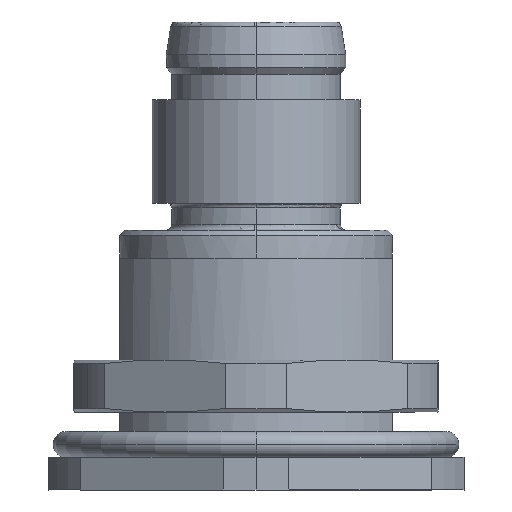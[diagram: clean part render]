
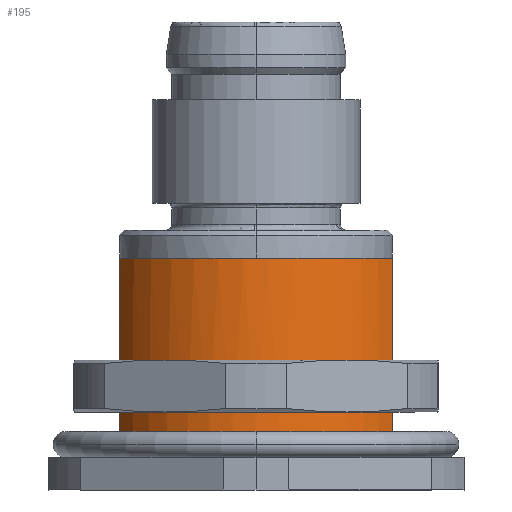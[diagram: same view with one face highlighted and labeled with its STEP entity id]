
A CAD part, front view. The second image highlights one B-rep face of the part: STEP entity #195.
In plain terms, the highlighted cylindrical face has radius 6 mm (diameter 12 mm), a partial arc.
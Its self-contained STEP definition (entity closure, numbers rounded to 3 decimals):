
#47=AXIS2_PLACEMENT_3D('Circle Axis2P3D',#45,#46,$) ;
#167=AXIS2_PLACEMENT_3D('Cylinder Axis2P3D',#164,#165,#166) ;
#178=AXIS2_PLACEMENT_3D('Circle Axis2P3D',#176,#177,$) ;
#185=AXIS2_PLACEMENT_3D('Circle Axis2P3D',#183,#184,$) ;
#42=CARTESIAN_POINT('Vertex',(2.75,5.695,8.91)) ;
#45=CARTESIAN_POINT('Axis2P3D Location',(8.,8.6,8.91)) ;
#49=CARTESIAN_POINT('Vertex',(13.25,5.695,8.91)) ;
#121=CARTESIAN_POINT('Vertex',(2.75,5.695,2.)) ;
#124=CARTESIAN_POINT('Line Origine',(2.75,5.695,5.455)) ;
#164=CARTESIAN_POINT('Axis2P3D Location',(8.,8.6,5.455)) ;
#169=CARTESIAN_POINT('Line Origine',(13.25,5.695,5.455)) ;
#173=CARTESIAN_POINT('Vertex',(13.25,5.695,2.)) ;
#176=CARTESIAN_POINT('Axis2P3D Location',(8.,8.6,2.)) ;
#180=CARTESIAN_POINT('Vertex',(8.,2.6,2.)) ;
#183=CARTESIAN_POINT('Axis2P3D Location',(8.,8.6,2.)) ;
#46=DIRECTION('Axis2P3D Direction',(0.,-0.,1.)) ;
#125=DIRECTION('Vector Direction',(0.,0.,1.)) ;
#165=DIRECTION('Axis2P3D Direction',(0.,-0.,1.)) ;
#166=DIRECTION('Axis2P3D XDirection',(-0.875,-0.484,-0.)) ;
#170=DIRECTION('Vector Direction',(0.,0.,1.)) ;
#177=DIRECTION('Axis2P3D Direction',(0.,-0.,1.)) ;
#184=DIRECTION('Axis2P3D Direction',(0.,-0.,1.)) ;
#126=VECTOR('Line Direction',#125,1.) ;
#171=VECTOR('Line Direction',#170,1.) ;
#189=ORIENTED_EDGE('',*,*,#175,.T.) ;
#190=ORIENTED_EDGE('',*,*,#51,.F.) ;
#191=ORIENTED_EDGE('',*,*,#128,.F.) ;
#192=ORIENTED_EDGE('',*,*,#182,.T.) ;
#193=ORIENTED_EDGE('',*,*,#187,.T.) ;
#195=ADVANCED_FACE('71733_IE-PCB-SPM-OTP-180-THR-B.1\\1412505_ASM.1\\SACC-BP-M-M8_M12_SMD-1_PxC-Art-No_1412505\\MANIFOLD_SOLID_BREP #11983',(#194),#168,.T.) ;
#48=CIRCLE('generated circle',#47,6.) ;
#179=CIRCLE('generated circle',#178,6.) ;
#186=CIRCLE('generated circle',#185,6.) ;
#168=CYLINDRICAL_SURFACE('generated cylinder',#167,6.) ;
#51=EDGE_CURVE('',#43,#50,#48,.T.) ;
#128=EDGE_CURVE('',#122,#43,#127,.T.) ;
#175=EDGE_CURVE('',#174,#50,#172,.T.) ;
#182=EDGE_CURVE('',#122,#181,#179,.T.) ;
#187=EDGE_CURVE('',#181,#174,#186,.T.) ;
#188=EDGE_LOOP('',(#189,#190,#191,#192,#193)) ;
#194=FACE_OUTER_BOUND('',#188,.T.) ;
#127=LINE('Line',#124,#126) ;
#172=LINE('Line',#169,#171) ;
#43=VERTEX_POINT('',#42) ;
#50=VERTEX_POINT('',#49) ;
#122=VERTEX_POINT('',#121) ;
#174=VERTEX_POINT('',#173) ;
#181=VERTEX_POINT('',#180) ;
